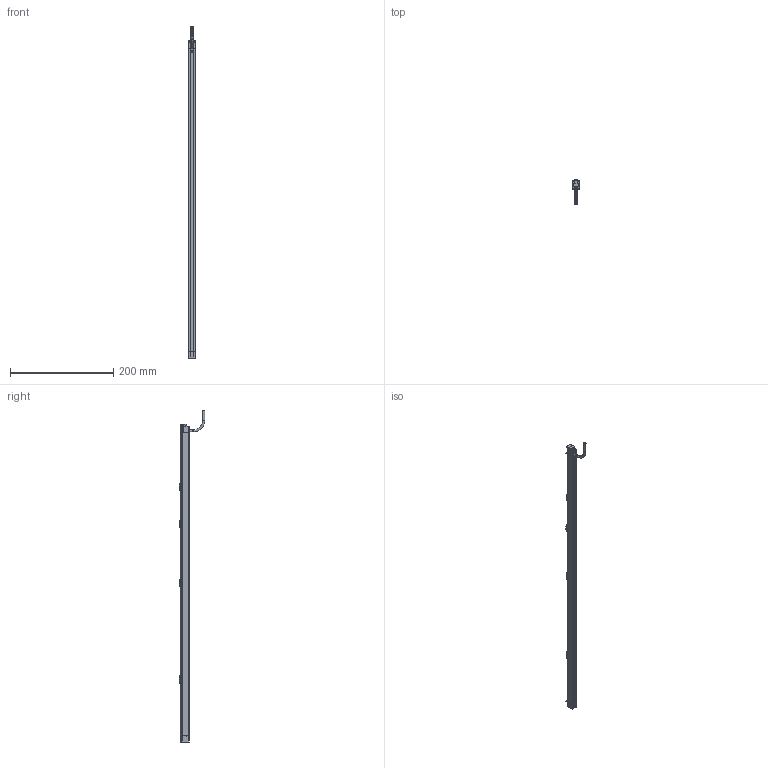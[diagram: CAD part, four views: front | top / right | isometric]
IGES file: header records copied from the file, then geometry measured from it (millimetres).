
Start section:  PTC IGES file: 229379_sm01.igs
Global section: file name: 229379_sm01.igs; native system: Creo Parametric by PTC Inc.; preprocessor: 2019292; author: PDMAdmin; organization: Unknown; date: 20220523.143645; units: millimetre
Bounding box: 12.81 x 49.18 x 641.78 mm (x, y, z)
Volume: 97385 mm3; surface area: 180764.4 mm2
Topology: 2 solids, 2 shells, 1574 faces, 7862 edges, 9636 vertices
Faces by surface type: bspline 1062, revolution 500, extrusion 12
